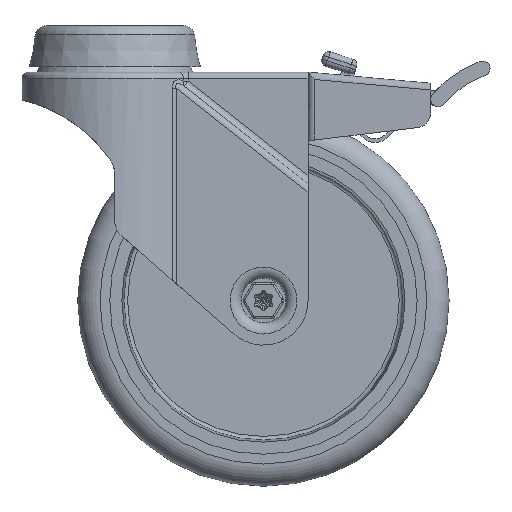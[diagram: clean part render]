
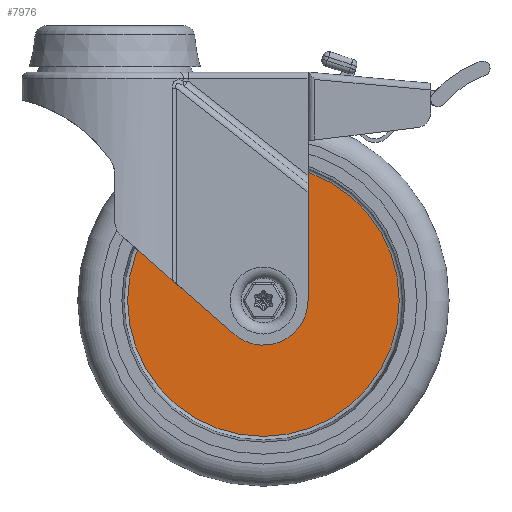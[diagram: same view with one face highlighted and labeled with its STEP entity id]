
A CAD part, front view. The second image highlights one B-rep face of the part: STEP entity #7976.
In plain terms, the highlighted planar face has unit normal (0, -1, 0).
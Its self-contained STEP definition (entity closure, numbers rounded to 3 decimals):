
#400=FACE_BOUND('',#1612,.T.);
#585=PLANE('',#8860);
#1113=FACE_OUTER_BOUND('',#1611,.T.);
#1611=EDGE_LOOP('',(#6835));
#1612=EDGE_LOOP('',(#6836));
#3163=CIRCLE('',#8833,36.567);
#3179=CIRCLE('',#8858,8.5);
#3831=VERTEX_POINT('',#14828);
#3845=VERTEX_POINT('',#14874);
#4856=EDGE_CURVE('',#3831,#3831,#3163,.T.);
#4878=EDGE_CURVE('',#3845,#3845,#3179,.T.);
#6835=ORIENTED_EDGE('',*,*,#4856,.F.);
#6836=ORIENTED_EDGE('',*,*,#4878,.T.);
#7976=ADVANCED_FACE('',(#1113,#400),#585,.T.);
#8833=AXIS2_PLACEMENT_3D('',#14830,#10805,#10806);
#8858=AXIS2_PLACEMENT_3D('',#14875,#10861,#10862);
#8860=AXIS2_PLACEMENT_3D('',#14877,#10865,#10866);
#10805=DIRECTION('center_axis',(0.,1.,0.));
#10806=DIRECTION('ref_axis',(0.,0.,1.));
#10861=DIRECTION('center_axis',(0.,1.,0.));
#10862=DIRECTION('ref_axis',(0.,0.,1.));
#10865=DIRECTION('center_axis',(0.,-1.,0.));
#10866=DIRECTION('ref_axis',(0.,0.,-1.));
#14828=CARTESIAN_POINT('',(0.,-3.,-36.567));
#14830=CARTESIAN_POINT('Origin',(0.,-3.,0.));
#14874=CARTESIAN_POINT('',(0.,-3.,-8.5));
#14875=CARTESIAN_POINT('Origin',(0.,-3.,0.));
#14877=CARTESIAN_POINT('Origin',(0.,-3.,22.534));
